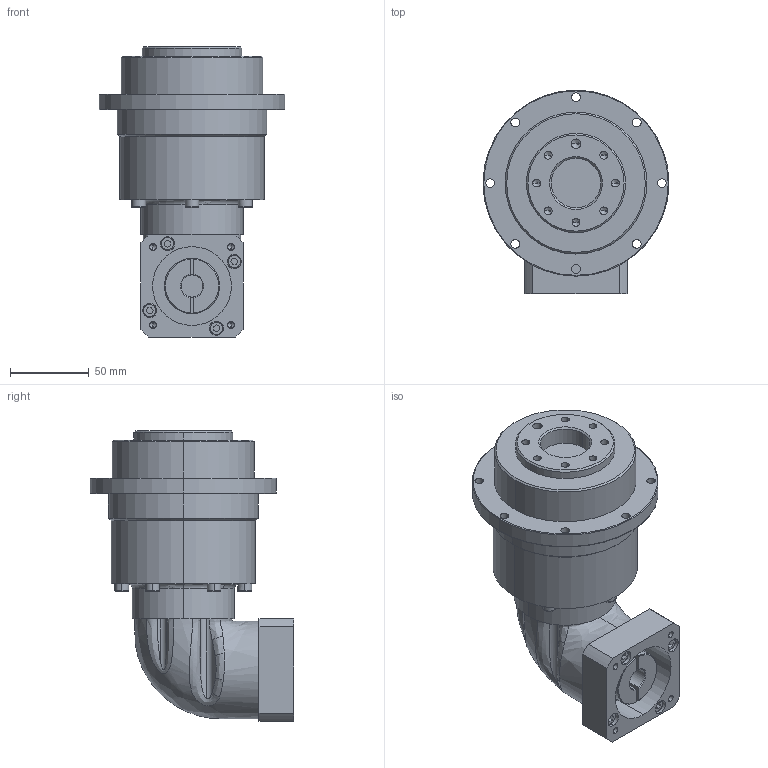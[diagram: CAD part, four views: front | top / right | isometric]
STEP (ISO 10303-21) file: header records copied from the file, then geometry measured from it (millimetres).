
FILE_DESCRIPTION (( 'STEP AP203' ), '1' );
FILE_NAME ('EVT90-L3-14-50-70.STEP', '2022-06-15T08:40:46', ( 'PC' ), ( 'Microsoft' ), 'SwSTEP 2.0', 'SolidWorks 2016', '' );
FILE_SCHEMA (( 'CONFIG_CONTROL_DESIGN' ));
Length unit declared in the file: millimetre
Products named in the file (1): EVT90-L3-14-50-70
Bounding box: 118 x 129 x 184.3 mm (x, y, z)
Volume: 985047.2 mm3; surface area: 90085.3 mm2
Topology: 1 solids, 1 shells, 284 faces, 708 edges, 442 vertices
Faces by surface type: plane 110, cylinder 98, cone 36, torus 26, bspline 14
Entity records: 11699 total; most frequent: CARTESIAN_POINT 4885, DIRECTION 1434, ORIENTED_EDGE 1368, EDGE_CURVE 684, AXIS2_PLACEMENT_3D 549, VERTEX_POINT 442, EDGE_LOOP 340, VECTOR 336
